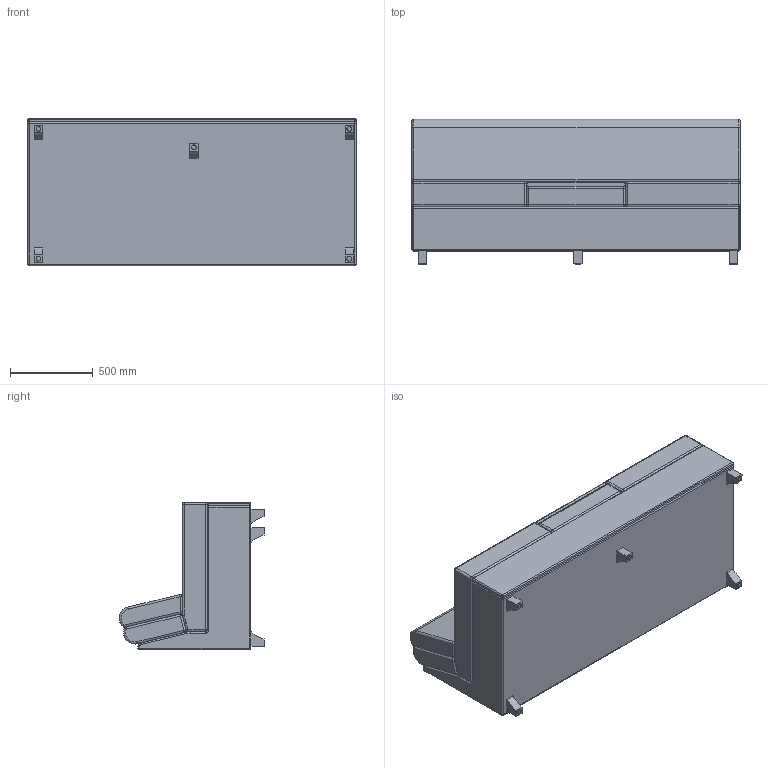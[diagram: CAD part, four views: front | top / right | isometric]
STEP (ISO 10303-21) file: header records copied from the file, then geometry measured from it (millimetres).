
FILE_DESCRIPTION(/* description */ (''),/* implementation_level */ '2;1');
FILE_NAME(/* name */ 'MN1678LFF.stp',/* time_stamp */ '2019-05-29T13:06:51-04:00',/* author */ ('jbosley'),/* organization */ (''),/* preprocessor_version */ 'ST-DEVELOPER v16.13',/* originating_system */ 'Autodesk Inventor 2018',/* authorisation */ '');
FILE_SCHEMA (('AUTOMOTIVE_DESIGN { 1 0 10303 214 3 1 1 }'));
Length unit declared in the file: inch
Products named in the file (10): MN1678LFF; UBASE 1278LF; 1278 REAR BACK; 1278 FRONT BACK; LEG WBO SQ 14-1; GLIDE APFAA06-1; 1278-F80; USEAT 1778; CNSL 1778; 1778C-TP
Assembly tree (18 placements, depth 2):
  MN1678LFF
    UBASE 1278LF
    USEAT 1778  x2
    1278 REAR BACK
    1278 FRONT BACK
    LEG WBO SQ 14-1  x5
    GLIDE APFAA06-1  x5
    1278-F80
    CNSL 1778
    1778C-TP
Bounding box: 1981.2 x 880.47 x 889 mm (x, y, z)
Volume: 933669252.4 mm3; surface area: 16682069 mm2
Topology: 18 solids, 18 shells, 314 faces, 618 edges, 343 vertices
Faces by surface type: cylinder 136, plane 101, sphere 52, torus 16, cone 5, bspline 4
Full cylindrical faces by diameter (mm): 4.762 x5, 9.525 x5, 19.05 x5, 28.575 x5
Entity records: 6007 total; most frequent: DIRECTION 1119, CARTESIAN_POINT 1024, ORIENTED_EDGE 850, AXIS2_PLACEMENT_3D 455, EDGE_CURVE 425, VERTEX_POINT 230, EDGE_LOOP 227, FACE_OUTER_BOUND 219
